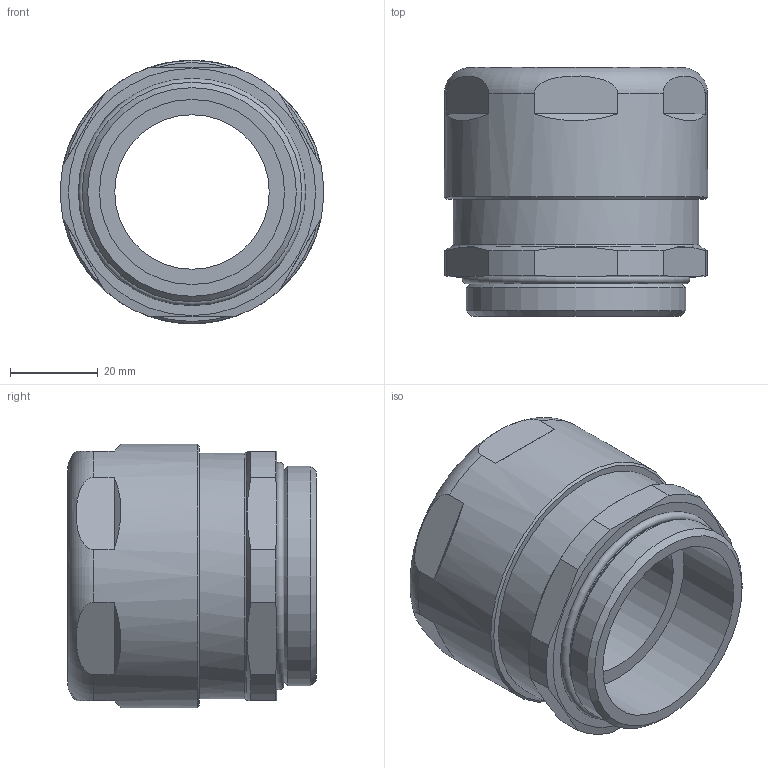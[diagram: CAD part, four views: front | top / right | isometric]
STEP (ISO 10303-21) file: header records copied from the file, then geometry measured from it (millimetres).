
FILE_DESCRIPTION(/* description */ ('STEP AP214'),/* implementation_level */ '2;1');
FILE_NAME(/* name */ '1752500050.stp',/* time_stamp */ '2022-06-08T10:40:21+02:00',/* author */ ('sl'),/* organization */ (''),/* preprocessor_version */ 'ST-DEVELOPER v16.5',/* originating_system */ 'Autodesk Inventor 2017',/* authorisation */ '');
FILE_SCHEMA (('AUTOMOTIVE_DESIGN { 1 0 10303 214 3 1 1 }'));
Length unit declared in the file: millimetre
Products named in the file (1): 1752500050
Bounding box: 60 x 56.7 x 60 mm (x, y, z)
Volume: 78260.6 mm3; surface area: 20725.8 mm2
Topology: 1 solids, 1 shells, 46 faces, 115 edges, 75 vertices
Faces by surface type: plane 24, cylinder 13, cone 5, torus 4
Full cylindrical faces by diameter (mm): 35.2 x1, 42.15 x1, 42.2 x1, 47.91 x1, 50 x1, 56 x1, 60 x1
Entity records: 1446 total; most frequent: CARTESIAN_POINT 363, DIRECTION 212, ORIENTED_EDGE 184, EDGE_CURVE 92, AXIS2_PLACEMENT_3D 91, EDGE_LOOP 68, VERTEX_POINT 68, FACE_OUTER_BOUND 46
